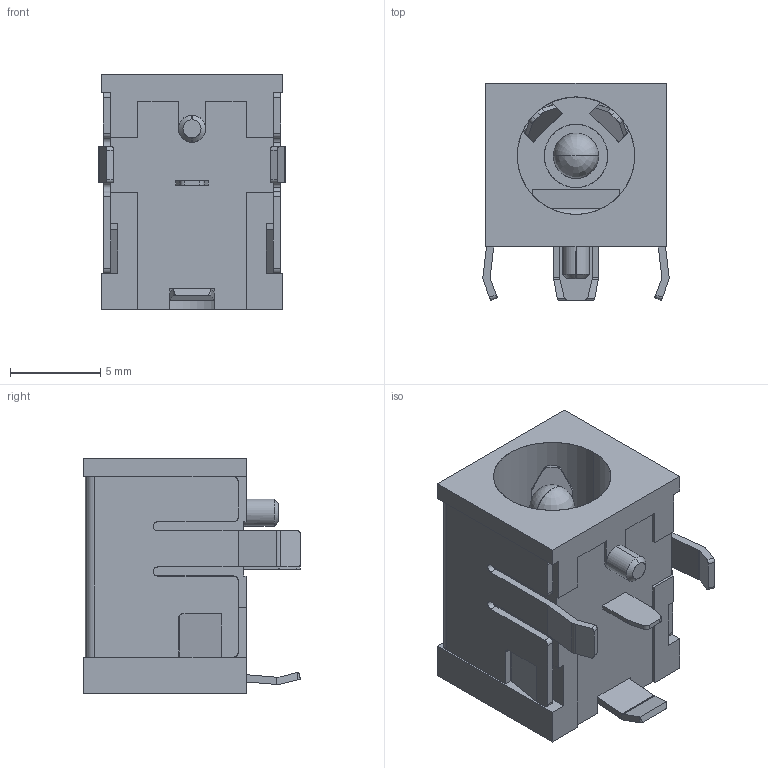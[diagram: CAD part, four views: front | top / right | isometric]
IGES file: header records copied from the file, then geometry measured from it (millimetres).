
Start section: SolidWorks IGES file using analytic representation for surfaces
Global section: file name: KLDHCX-8-0202-B_A.IGS; native system: SolidWorks 2020; preprocessor: SolidWorks 2020; author: Ckelleher; date: 231004.102915; units: millimetre
Bounding box: 10.31 x 12 x 13 mm (x, y, z)
Surface area: 1302.2 mm2 (no closed solid volume)
Topology: 0 solids, 0 shells, 244 faces, 2007 edges, 2005 vertices
Faces by surface type: bspline 170, revolution 74
